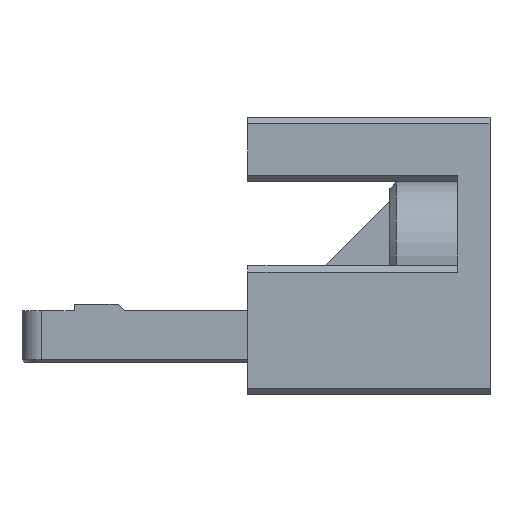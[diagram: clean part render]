
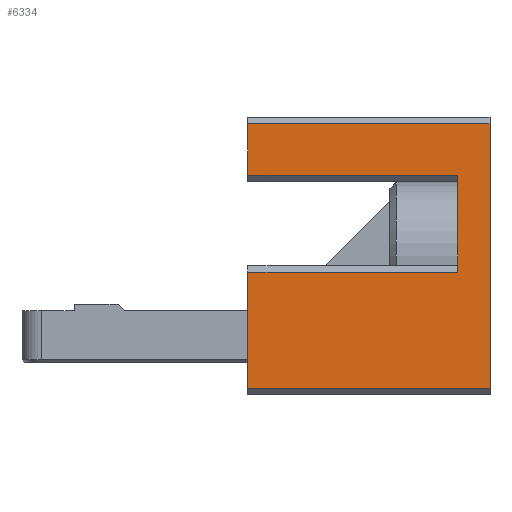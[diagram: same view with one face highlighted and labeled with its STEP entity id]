
A CAD part, front view. The second image highlights one B-rep face of the part: STEP entity #6334.
In plain terms, the highlighted planar face has unit normal (0, -1, 0).
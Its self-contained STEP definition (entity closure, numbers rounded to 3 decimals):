
#93 = PLANE('',#94);
#94 = AXIS2_PLACEMENT_3D('',#95,#96,#97);
#95 = CARTESIAN_POINT('',(40.5,26.5,-13.));
#96 = DIRECTION('',(1.,0.,0.));
#97 = DIRECTION('',(0.,0.,-1.));
#326 = VERTEX_POINT('',#327);
#327 = CARTESIAN_POINT('',(8.,-74.5,6.));
#336 = PLANE('',#337);
#337 = AXIS2_PLACEMENT_3D('',#338,#339,#340);
#338 = CARTESIAN_POINT('',(8.,-74.,6.5));
#339 = DIRECTION('',(0.,-0.707,0.707));
#340 = DIRECTION('',(1.,0.,0.));
#348 = PLANE('',#349);
#349 = AXIS2_PLACEMENT_3D('',#350,#351,#352);
#350 = CARTESIAN_POINT('',(8.,-64.5,-13.));
#351 = DIRECTION('',(1.,0.,0.));
#352 = DIRECTION('',(0.,0.,-1.));
#360 = EDGE_CURVE('',#326,#361,#363,.T.);
#361 = VERTEX_POINT('',#362);
#362 = CARTESIAN_POINT('',(40.5,-74.5,6.));
#363 = SURFACE_CURVE('',#364,(#368,#375),.PCURVE_S1.);
#364 = LINE('',#365,#366);
#365 = CARTESIAN_POINT('',(8.,-74.5,6.));
#366 = VECTOR('',#367,1.);
#367 = DIRECTION('',(1.,0.,0.));
#368 = PCURVE('',#336,#369);
#369 = DEFINITIONAL_REPRESENTATION('',(#370),#374);
#370 = LINE('',#371,#372);
#371 = CARTESIAN_POINT('',(0.,-0.707));
#372 = VECTOR('',#373,1.);
#373 = DIRECTION('',(1.,0.));
#374 = ( GEOMETRIC_REPRESENTATION_CONTEXT(2) 
PARAMETRIC_REPRESENTATION_CONTEXT() REPRESENTATION_CONTEXT('2D SPACE',''
  ) );
#375 = PCURVE('',#376,#381);
#376 = PLANE('',#377);
#377 = AXIS2_PLACEMENT_3D('',#378,#379,#380);
#378 = CARTESIAN_POINT('',(28.214,-74.5,9.964));
#379 = DIRECTION('',(-0.,-1.,-0.));
#380 = DIRECTION('',(0.,-0.,-1.));
#381 = DEFINITIONAL_REPRESENTATION('',(#382),#386);
#382 = LINE('',#383,#384);
#383 = CARTESIAN_POINT('',(3.964,-20.214));
#384 = VECTOR('',#385,1.);
#385 = DIRECTION('',(-0.,1.));
#386 = ( GEOMETRIC_REPRESENTATION_CONTEXT(2) 
PARAMETRIC_REPRESENTATION_CONTEXT() REPRESENTATION_CONTEXT('2D SPACE',''
  ) );
#721 = VERTEX_POINT('',#722);
#722 = CARTESIAN_POINT('',(8.,-74.5,-12.));
#736 = PLANE('',#737);
#737 = AXIS2_PLACEMENT_3D('',#738,#739,#740);
#738 = CARTESIAN_POINT('',(26.75,-74.,-12.5));
#739 = DIRECTION('',(-0.,-0.707,-0.707));
#740 = DIRECTION('',(-0.,-0.707,0.707));
#748 = EDGE_CURVE('',#721,#326,#749,.T.);
#749 = SURFACE_CURVE('',#750,(#754,#761),.PCURVE_S1.);
#750 = LINE('',#751,#752);
#751 = CARTESIAN_POINT('',(8.,-74.5,-13.));
#752 = VECTOR('',#753,1.);
#753 = DIRECTION('',(0.,0.,1.));
#754 = PCURVE('',#348,#755);
#755 = DEFINITIONAL_REPRESENTATION('',(#756),#760);
#756 = LINE('',#757,#758);
#757 = CARTESIAN_POINT('',(-0.,-10.));
#758 = VECTOR('',#759,1.);
#759 = DIRECTION('',(-1.,0.));
#760 = ( GEOMETRIC_REPRESENTATION_CONTEXT(2) 
PARAMETRIC_REPRESENTATION_CONTEXT() REPRESENTATION_CONTEXT('2D SPACE',''
  ) );
#761 = PCURVE('',#376,#762);
#762 = DEFINITIONAL_REPRESENTATION('',(#763),#767);
#763 = LINE('',#764,#765);
#764 = CARTESIAN_POINT('',(22.964,-20.214));
#765 = VECTOR('',#766,1.);
#766 = DIRECTION('',(-1.,0.));
#767 = ( GEOMETRIC_REPRESENTATION_CONTEXT(2) 
PARAMETRIC_REPRESENTATION_CONTEXT() REPRESENTATION_CONTEXT('2D SPACE',''
  ) );
#884 = PLANE('',#885);
#885 = AXIS2_PLACEMENT_3D('',#886,#887,#888);
#886 = CARTESIAN_POINT('',(8.,-50.5,20.));
#887 = DIRECTION('',(1.,0.,0.));
#888 = DIRECTION('',(0.,0.,-1.));
#1062 = PLANE('',#1063);
#1063 = AXIS2_PLACEMENT_3D('',#1064,#1065,#1066);
#1064 = CARTESIAN_POINT('',(8.,-74.,20.5));
#1065 = DIRECTION('',(0.,0.707,0.707));
#1066 = DIRECTION('',(1.,0.,0.));
#1078 = VERTEX_POINT('',#1079);
#1079 = CARTESIAN_POINT('',(8.,-74.5,21.));
#1100 = EDGE_CURVE('',#1078,#1101,#1103,.T.);
#1101 = VERTEX_POINT('',#1102);
#1102 = CARTESIAN_POINT('',(40.5,-74.5,21.));
#1103 = SURFACE_CURVE('',#1104,(#1108,#1115),.PCURVE_S1.);
#1104 = LINE('',#1105,#1106);
#1105 = CARTESIAN_POINT('',(8.,-74.5,21.));
#1106 = VECTOR('',#1107,1.);
#1107 = DIRECTION('',(1.,0.,0.));
#1108 = PCURVE('',#1062,#1109);
#1109 = DEFINITIONAL_REPRESENTATION('',(#1110),#1114);
#1110 = LINE('',#1111,#1112);
#1111 = CARTESIAN_POINT('',(0.,-0.707));
#1112 = VECTOR('',#1113,1.);
#1113 = DIRECTION('',(1.,0.));
#1114 = ( GEOMETRIC_REPRESENTATION_CONTEXT(2) 
PARAMETRIC_REPRESENTATION_CONTEXT() REPRESENTATION_CONTEXT('2D SPACE',''
  ) );
#1115 = PCURVE('',#376,#1116);
#1116 = DEFINITIONAL_REPRESENTATION('',(#1117),#1121);
#1117 = LINE('',#1118,#1119);
#1118 = CARTESIAN_POINT('',(-11.036,-20.214));
#1119 = VECTOR('',#1120,1.);
#1120 = DIRECTION('',(-0.,1.));
#1121 = ( GEOMETRIC_REPRESENTATION_CONTEXT(2) 
PARAMETRIC_REPRESENTATION_CONTEXT() REPRESENTATION_CONTEXT('2D SPACE',''
  ) );
#1152 = EDGE_CURVE('',#1078,#1153,#1155,.T.);
#1153 = VERTEX_POINT('',#1154);
#1154 = CARTESIAN_POINT('',(8.,-74.5,29.));
#1155 = SURFACE_CURVE('',#1156,(#1160,#1167),.PCURVE_S1.);
#1156 = LINE('',#1157,#1158);
#1157 = CARTESIAN_POINT('',(8.,-74.5,20.));
#1158 = VECTOR('',#1159,1.);
#1159 = DIRECTION('',(0.,0.,1.));
#1160 = PCURVE('',#884,#1161);
#1161 = DEFINITIONAL_REPRESENTATION('',(#1162),#1166);
#1162 = LINE('',#1163,#1164);
#1163 = CARTESIAN_POINT('',(-0.,-24.));
#1164 = VECTOR('',#1165,1.);
#1165 = DIRECTION('',(-1.,0.));
#1166 = ( GEOMETRIC_REPRESENTATION_CONTEXT(2) 
PARAMETRIC_REPRESENTATION_CONTEXT() REPRESENTATION_CONTEXT('2D SPACE',''
  ) );
#1167 = PCURVE('',#376,#1168);
#1168 = DEFINITIONAL_REPRESENTATION('',(#1169),#1173);
#1169 = LINE('',#1170,#1171);
#1170 = CARTESIAN_POINT('',(-10.036,-20.214));
#1171 = VECTOR('',#1172,1.);
#1172 = DIRECTION('',(-1.,0.));
#1173 = ( GEOMETRIC_REPRESENTATION_CONTEXT(2) 
PARAMETRIC_REPRESENTATION_CONTEXT() REPRESENTATION_CONTEXT('2D SPACE',''
  ) );
#1191 = PLANE('',#1192);
#1192 = AXIS2_PLACEMENT_3D('',#1193,#1194,#1195);
#1193 = CARTESIAN_POINT('',(26.75,-74.,29.5));
#1194 = DIRECTION('',(0.,-0.707,0.707));
#1195 = DIRECTION('',(0.,0.707,0.707)
  );
#2056 = PLANE('',#2057);
#2057 = AXIS2_PLACEMENT_3D('',#2058,#2059,#2060);
#2058 = CARTESIAN_POINT('',(45.5,26.5,-13.));
#2059 = DIRECTION('',(1.,0.,0.));
#2060 = DIRECTION('',(0.,0.,-1.));
#2315 = VERTEX_POINT('',#2316);
#2316 = CARTESIAN_POINT('',(45.5,-74.5,-12.));
#2337 = EDGE_CURVE('',#2315,#2338,#2340,.T.);
#2338 = VERTEX_POINT('',#2339);
#2339 = CARTESIAN_POINT('',(45.5,-74.5,29.));
#2340 = SURFACE_CURVE('',#2341,(#2345,#2352),.PCURVE_S1.);
#2341 = LINE('',#2342,#2343);
#2342 = CARTESIAN_POINT('',(45.5,-74.5,-13.));
#2343 = VECTOR('',#2344,1.);
#2344 = DIRECTION('',(0.,0.,1.));
#2345 = PCURVE('',#2056,#2346);
#2346 = DEFINITIONAL_REPRESENTATION('',(#2347),#2351);
#2347 = LINE('',#2348,#2349);
#2348 = CARTESIAN_POINT('',(-0.,-101.));
#2349 = VECTOR('',#2350,1.);
#2350 = DIRECTION('',(-1.,0.));
#2351 = ( GEOMETRIC_REPRESENTATION_CONTEXT(2) 
PARAMETRIC_REPRESENTATION_CONTEXT() REPRESENTATION_CONTEXT('2D SPACE',''
  ) );
#2352 = PCURVE('',#376,#2353);
#2353 = DEFINITIONAL_REPRESENTATION('',(#2354),#2358);
#2354 = LINE('',#2355,#2356);
#2355 = CARTESIAN_POINT('',(22.964,17.286));
#2356 = VECTOR('',#2357,1.);
#2357 = DIRECTION('',(-1.,0.));
#2358 = ( GEOMETRIC_REPRESENTATION_CONTEXT(2) 
PARAMETRIC_REPRESENTATION_CONTEXT() REPRESENTATION_CONTEXT('2D SPACE',''
  ) );
#3897 = EDGE_CURVE('',#361,#1101,#3898,.T.);
#3898 = SURFACE_CURVE('',#3899,(#3903,#3910),.PCURVE_S1.);
#3899 = LINE('',#3900,#3901);
#3900 = CARTESIAN_POINT('',(40.5,-74.5,-13.));
#3901 = VECTOR('',#3902,1.);
#3902 = DIRECTION('',(0.,0.,1.));
#3903 = PCURVE('',#93,#3904);
#3904 = DEFINITIONAL_REPRESENTATION('',(#3905),#3909);
#3905 = LINE('',#3906,#3907);
#3906 = CARTESIAN_POINT('',(-0.,-101.));
#3907 = VECTOR('',#3908,1.);
#3908 = DIRECTION('',(-1.,0.));
#3909 = ( GEOMETRIC_REPRESENTATION_CONTEXT(2) 
PARAMETRIC_REPRESENTATION_CONTEXT() REPRESENTATION_CONTEXT('2D SPACE',''
  ) );
#3910 = PCURVE('',#376,#3911);
#3911 = DEFINITIONAL_REPRESENTATION('',(#3912),#3916);
#3912 = LINE('',#3913,#3914);
#3913 = CARTESIAN_POINT('',(22.964,12.286));
#3914 = VECTOR('',#3915,1.);
#3915 = DIRECTION('',(-1.,0.));
#3916 = ( GEOMETRIC_REPRESENTATION_CONTEXT(2) 
PARAMETRIC_REPRESENTATION_CONTEXT() REPRESENTATION_CONTEXT('2D SPACE',''
  ) );
#6334 = ADVANCED_FACE('',(#6335),#376,.T.);
#6335 = FACE_BOUND('',#6336,.F.);
#6336 = EDGE_LOOP('',(#6337,#6338,#6359,#6360,#6361,#6362,#6363,#6364));
#6337 = ORIENTED_EDGE('',*,*,#2337,.F.);
#6338 = ORIENTED_EDGE('',*,*,#6339,.F.);
#6339 = EDGE_CURVE('',#721,#2315,#6340,.T.);
#6340 = SURFACE_CURVE('',#6341,(#6345,#6352),.PCURVE_S1.);
#6341 = LINE('',#6342,#6343);
#6342 = CARTESIAN_POINT('',(40.5,-74.5,-12.));
#6343 = VECTOR('',#6344,1.);
#6344 = DIRECTION('',(1.,-0.,-0.));
#6345 = PCURVE('',#376,#6346);
#6346 = DEFINITIONAL_REPRESENTATION('',(#6347),#6351);
#6347 = LINE('',#6348,#6349);
#6348 = CARTESIAN_POINT('',(21.964,12.286));
#6349 = VECTOR('',#6350,1.);
#6350 = DIRECTION('',(-0.,1.));
#6351 = ( GEOMETRIC_REPRESENTATION_CONTEXT(2) 
PARAMETRIC_REPRESENTATION_CONTEXT() REPRESENTATION_CONTEXT('2D SPACE',''
  ) );
#6352 = PCURVE('',#736,#6353);
#6353 = DEFINITIONAL_REPRESENTATION('',(#6354),#6358);
#6354 = LINE('',#6355,#6356);
#6355 = CARTESIAN_POINT('',(0.707,-13.75));
#6356 = VECTOR('',#6357,1.);
#6357 = DIRECTION('',(-0.,-1.));
#6358 = ( GEOMETRIC_REPRESENTATION_CONTEXT(2) 
PARAMETRIC_REPRESENTATION_CONTEXT() REPRESENTATION_CONTEXT('2D SPACE',''
  ) );
#6359 = ORIENTED_EDGE('',*,*,#748,.T.);
#6360 = ORIENTED_EDGE('',*,*,#360,.T.);
#6361 = ORIENTED_EDGE('',*,*,#3897,.T.);
#6362 = ORIENTED_EDGE('',*,*,#1100,.F.);
#6363 = ORIENTED_EDGE('',*,*,#1152,.T.);
#6364 = ORIENTED_EDGE('',*,*,#6365,.T.);
#6365 = EDGE_CURVE('',#1153,#2338,#6366,.T.);
#6366 = SURFACE_CURVE('',#6367,(#6371,#6378),.PCURVE_S1.);
#6367 = LINE('',#6368,#6369);
#6368 = CARTESIAN_POINT('',(8.,-74.5,29.));
#6369 = VECTOR('',#6370,1.);
#6370 = DIRECTION('',(1.,-0.,-0.));
#6371 = PCURVE('',#376,#6372);
#6372 = DEFINITIONAL_REPRESENTATION('',(#6373),#6377);
#6373 = LINE('',#6374,#6375);
#6374 = CARTESIAN_POINT('',(-19.036,-20.214));
#6375 = VECTOR('',#6376,1.);
#6376 = DIRECTION('',(-0.,1.));
#6377 = ( GEOMETRIC_REPRESENTATION_CONTEXT(2) 
PARAMETRIC_REPRESENTATION_CONTEXT() REPRESENTATION_CONTEXT('2D SPACE',''
  ) );
#6378 = PCURVE('',#1191,#6379);
#6379 = DEFINITIONAL_REPRESENTATION('',(#6380),#6384);
#6380 = LINE('',#6381,#6382);
#6381 = CARTESIAN_POINT('',(-0.707,18.75));
#6382 = VECTOR('',#6383,1.);
#6383 = DIRECTION('',(-0.,-1.));
#6384 = ( GEOMETRIC_REPRESENTATION_CONTEXT(2) 
PARAMETRIC_REPRESENTATION_CONTEXT() REPRESENTATION_CONTEXT('2D SPACE',''
  ) );
